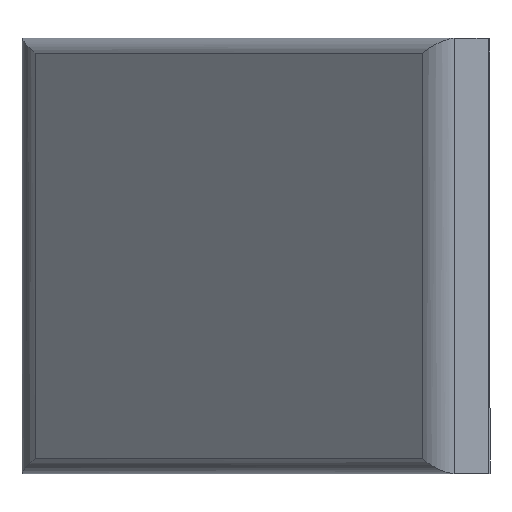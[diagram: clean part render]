
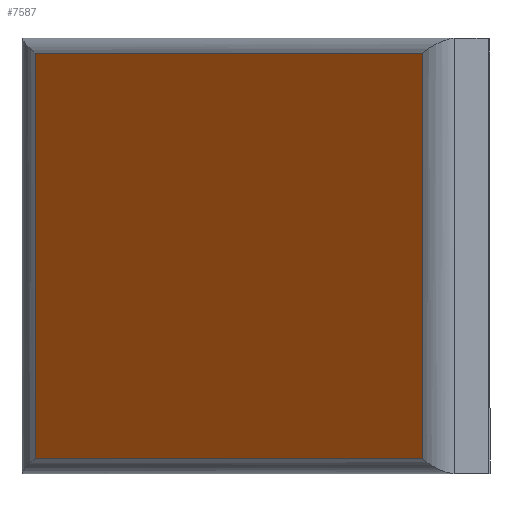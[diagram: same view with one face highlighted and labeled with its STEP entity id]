
A CAD part, left-side view. The second image highlights one B-rep face of the part: STEP entity #7587.
In plain terms, the highlighted face is planar.
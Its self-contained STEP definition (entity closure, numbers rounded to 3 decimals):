
#4214=ORIENTED_EDGE('',*,*,#5848,.F.);
#4215=ORIENTED_EDGE('',*,*,#5837,.F.);
#4216=ORIENTED_EDGE('',*,*,#5844,.T.);
#4217=ORIENTED_EDGE('',*,*,#5846,.T.);
#4970=VECTOR('',#6538,1.);
#4974=VECTOR('',#6548,1.);
#4975=VECTOR('',#6551,1.);
#4977=VECTOR('',#6555,1.);
#5270=LINE('',#7937,#4970);
#5274=LINE('',#8270,#4974);
#5275=LINE('',#8420,#4975);
#5277=LINE('',#8423,#4977);
#5568=VERTEX_POINT('',#7788);
#5569=VERTEX_POINT('',#7936);
#5573=VERTEX_POINT('',#8108);
#5574=VERTEX_POINT('',#8272);
#5837=EDGE_CURVE('',#5568,#5569,#5270,.T.);
#5844=EDGE_CURVE('',#5568,#5573,#5274,.T.);
#5846=EDGE_CURVE('',#5573,#5574,#5275,.T.);
#5848=EDGE_CURVE('',#5569,#5574,#5277,.T.);
#6210=EDGE_LOOP('',(#4214,#4215,#4216,#4217));
#6352=FACE_BOUND('',#6210,.T.);
#6538=DIRECTION('',(110.144,0.,0.));
#6548=DIRECTION('',(0.,0.,-81.6));
#6551=DIRECTION('',(110.144,0.,0.));
#6555=DIRECTION('',(0.,0.,-81.6));
#6556=DIRECTION('',(0.,-1.,0.));
#6557=DIRECTION('',(-1.,0.,0.));
#7263=AXIS2_PLACEMENT_3D('',#8424,#6556,#6557);
#7486=PLANE('',#7263);
#7587=ADVANCED_FACE('',(#6352),#7486,.T.);
#7788=CARTESIAN_POINT('',(-55.072,-8.,40.8));
#7936=CARTESIAN_POINT('',(55.072,-8.,40.8));
#7937=CARTESIAN_POINT('',(-55.072,-8.,40.8));
#8108=CARTESIAN_POINT('',(-55.072,-8.,-40.8));
#8270=CARTESIAN_POINT('',(-55.072,-8.,40.8));
#8272=CARTESIAN_POINT('',(55.072,-8.,-40.8));
#8420=CARTESIAN_POINT('',(-55.072,-8.,-40.8));
#8423=CARTESIAN_POINT('',(55.072,-8.,40.8));
#8424=CARTESIAN_POINT('',(-55.072,-8.,0.));
